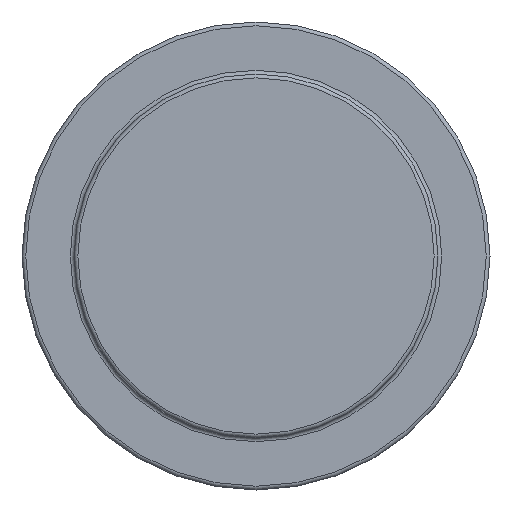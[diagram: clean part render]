
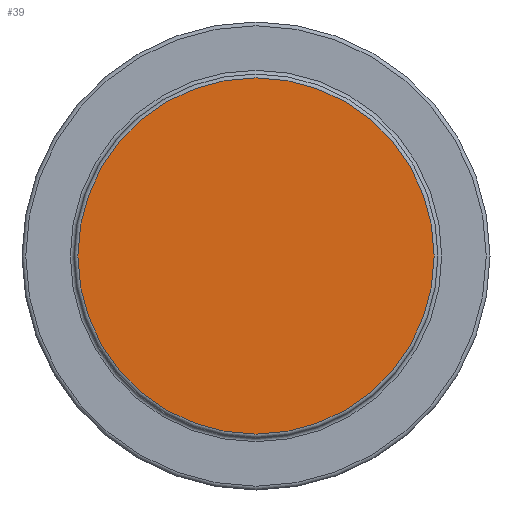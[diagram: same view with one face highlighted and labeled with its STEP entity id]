
A CAD part, front view. The second image highlights one B-rep face of the part: STEP entity #39.
In plain terms, the highlighted planar face has unit normal (0, -1, 0).
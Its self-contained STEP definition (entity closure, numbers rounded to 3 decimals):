
#39 = ADVANCED_FACE( '', ( #86 ), #87, .F. );
#86 = FACE_OUTER_BOUND( '', #153, .T. );
#87 = PLANE( '', #154 );
#153 = EDGE_LOOP( '', ( #214 ) );
#154 = AXIS2_PLACEMENT_3D( '', #215, #216, #217 );
#214 = ORIENTED_EDGE( '', *, *, #304, .T. );
#215 = CARTESIAN_POINT( '', ( 23.6, 0., 0. ) );
#216 = DIRECTION( '', ( 0., 1., 0. ) );
#217 = DIRECTION( '', ( 0., 0., 1. ) );
#304 = EDGE_CURVE( '', #335, #335, #336, .T. );
#335 = VERTEX_POINT( '', #378 );
#336 = CIRCLE( '', #379, 23.6 );
#378 = CARTESIAN_POINT( '', ( 0., 0., -23.6 ) );
#379 = AXIS2_PLACEMENT_3D( '', #420, #421, #422 );
#420 = CARTESIAN_POINT( '', ( 0., 0., 0. ) );
#421 = DIRECTION( '', ( 0., -1., 0. ) );
#422 = DIRECTION( '', ( 0., 0., -1. ) );
